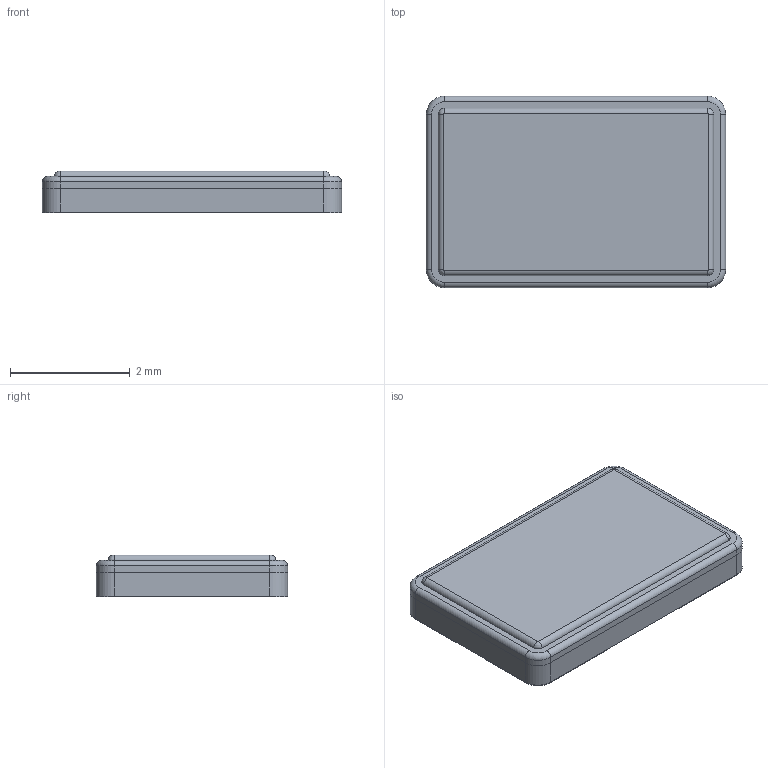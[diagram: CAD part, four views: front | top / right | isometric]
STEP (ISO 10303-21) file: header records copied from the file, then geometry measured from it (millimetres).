
FILE_DESCRIPTION(('FreeCAD Model'),'2;1');
FILE_NAME('Crystal_Crystal_SMD_5032_4Pin_5_0x3_2mm.step','2020-10-03T12:37:23',('kicad StepUp'),('ksu MCAD'), 'Open CASCADE STEP processor 7.3','FreeCAD','Unknown');
FILE_SCHEMA(('AUTOMOTIVE_DESIGN { 1 0 10303 214 1 1 1 1 }'));
Length unit declared in the file: millimetre
Products named in the file (1): Crystal_Crystal_SMD_5032_4Pin_5_0x3_2mm
Bounding box: 5 x 3.2 x 0.7 mm (x, y, z)
Surface area: 122.3 mm2
Topology: 7 solids, 7 shells, 83 faces, 183 edges, 114 vertices
Faces by surface type: plane 43, cylinder 28, revolution 8, torus 4
Entity records: 2912 total; most frequent: CARTESIAN_POINT 437, DIRECTION 411, ORIENTED_EDGE 366, EDGE_CURVE 183, AXIS2_PLACEMENT_3D 144, LINE 115, VECTOR 115, VERTEX_POINT 114
